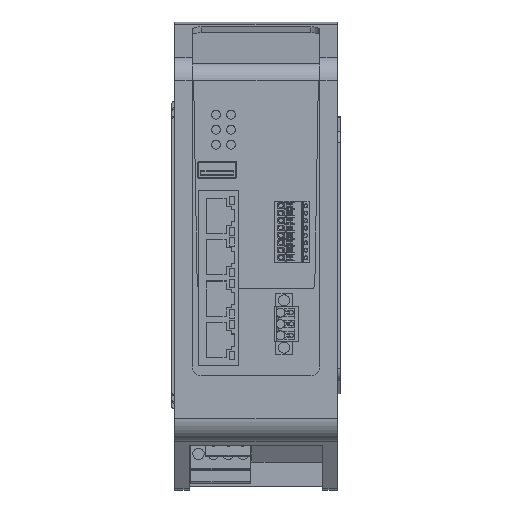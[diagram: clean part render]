
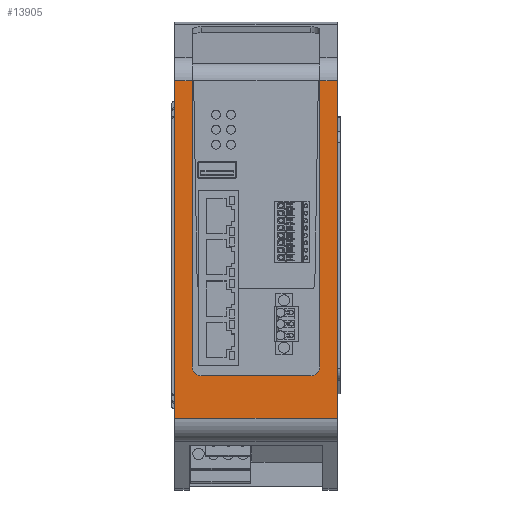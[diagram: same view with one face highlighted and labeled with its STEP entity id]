
A CAD part, top view. The second image highlights one B-rep face of the part: STEP entity #13905.
In plain terms, the highlighted planar face has unit normal (0, 0, 1).
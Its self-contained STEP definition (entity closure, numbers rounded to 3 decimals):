
#5452=AXIS2_PLACEMENT_3D('Circle Axis2P3D',#5450,#5451,$) ;
#5502=AXIS2_PLACEMENT_3D('Circle Axis2P3D',#5500,#5501,$) ;
#13858=AXIS2_PLACEMENT_3D('Plane Axis2P3D',#13855,#13856,#13857) ;
#5386=CARTESIAN_POINT('Line Origine',(50.,89.74,122.982)) ;
#5390=CARTESIAN_POINT('Vertex',(50.,41.451,122.982)) ;
#5392=CARTESIAN_POINT('Vertex',(50.,138.028,122.982)) ;
#5447=CARTESIAN_POINT('Vertex',(47.,38.451,122.982)) ;
#5450=CARTESIAN_POINT('Axis2P3D Location',(47.,41.451,122.982)) ;
#5472=CARTESIAN_POINT('Vertex',(10.,38.451,122.982)) ;
#5475=CARTESIAN_POINT('Line Origine',(28.5,38.451,122.982)) ;
#5497=CARTESIAN_POINT('Vertex',(7.,41.451,122.982)) ;
#5500=CARTESIAN_POINT('Axis2P3D Location',(10.,41.451,122.982)) ;
#5543=CARTESIAN_POINT('Vertex',(7.,138.028,122.982)) ;
#5546=CARTESIAN_POINT('Line Origine',(7.,89.74,122.982)) ;
#13855=CARTESIAN_POINT('Axis2P3D Location',(28.5,138.028,122.982)) ;
#13860=CARTESIAN_POINT('Line Origine',(4.,138.028,122.982)) ;
#13864=CARTESIAN_POINT('Vertex',(1.,138.028,122.982)) ;
#13867=CARTESIAN_POINT('Line Origine',(1.,81.051,122.982)) ;
#13871=CARTESIAN_POINT('Vertex',(1.,24.074,122.982)) ;
#13874=CARTESIAN_POINT('Line Origine',(28.5,24.074,122.982)) ;
#13878=CARTESIAN_POINT('Vertex',(56.,24.074,122.982)) ;
#13881=CARTESIAN_POINT('Line Origine',(56.,81.051,122.982)) ;
#13885=CARTESIAN_POINT('Vertex',(56.,138.028,122.982)) ;
#13888=CARTESIAN_POINT('Line Origine',(53.,138.028,122.982)) ;
#5387=DIRECTION('Vector Direction',(0.,1.,0.)) ;
#5451=DIRECTION('Axis2P3D Direction',(-0.,0.,1.)) ;
#5476=DIRECTION('Vector Direction',(1.,0.,0.)) ;
#5501=DIRECTION('Axis2P3D Direction',(0.,0.,1.)) ;
#5547=DIRECTION('Vector Direction',(0.,1.,0.)) ;
#13856=DIRECTION('Axis2P3D Direction',(-0.,0.,1.)) ;
#13857=DIRECTION('Axis2P3D XDirection',(0.,-1.,0.)) ;
#13861=DIRECTION('Vector Direction',(1.,0.,0.)) ;
#13868=DIRECTION('Vector Direction',(0.,-1.,0.)) ;
#13875=DIRECTION('Vector Direction',(1.,0.,0.)) ;
#13882=DIRECTION('Vector Direction',(0.,-1.,0.)) ;
#13889=DIRECTION('Vector Direction',(1.,0.,0.)) ;
#5388=VECTOR('Line Direction',#5387,1.) ;
#5477=VECTOR('Line Direction',#5476,1.) ;
#5548=VECTOR('Line Direction',#5547,1.) ;
#13862=VECTOR('Line Direction',#13861,1.) ;
#13869=VECTOR('Line Direction',#13868,1.) ;
#13876=VECTOR('Line Direction',#13875,1.) ;
#13883=VECTOR('Line Direction',#13882,1.) ;
#13890=VECTOR('Line Direction',#13889,1.) ;
#13894=ORIENTED_EDGE('',*,*,#5504,.T.) ;
#13895=ORIENTED_EDGE('',*,*,#5550,.T.) ;
#13896=ORIENTED_EDGE('',*,*,#13866,.F.) ;
#13897=ORIENTED_EDGE('',*,*,#13873,.T.) ;
#13898=ORIENTED_EDGE('',*,*,#13880,.T.) ;
#13899=ORIENTED_EDGE('',*,*,#13887,.F.) ;
#13900=ORIENTED_EDGE('',*,*,#13892,.F.) ;
#13901=ORIENTED_EDGE('',*,*,#5394,.F.) ;
#13902=ORIENTED_EDGE('',*,*,#5454,.T.) ;
#13903=ORIENTED_EDGE('',*,*,#5479,.F.) ;
#13905=ADVANCED_FACE('Router',(#13904),#13859,.T.) ;
#5453=CIRCLE('generated circle',#5452,3.) ;
#5503=CIRCLE('generated circle',#5502,3.) ;
#5394=EDGE_CURVE('',#5391,#5393,#5389,.T.) ;
#5454=EDGE_CURVE('',#5391,#5448,#5453,.F.) ;
#5479=EDGE_CURVE('',#5473,#5448,#5478,.T.) ;
#5504=EDGE_CURVE('',#5473,#5498,#5503,.F.) ;
#5550=EDGE_CURVE('',#5498,#5544,#5549,.T.) ;
#13866=EDGE_CURVE('',#13865,#5544,#13863,.T.) ;
#13873=EDGE_CURVE('',#13865,#13872,#13870,.T.) ;
#13880=EDGE_CURVE('',#13872,#13879,#13877,.T.) ;
#13887=EDGE_CURVE('',#13886,#13879,#13884,.T.) ;
#13892=EDGE_CURVE('',#5393,#13886,#13891,.T.) ;
#13893=EDGE_LOOP('',(#13894,#13895,#13896,#13897,#13898,#13899,#13900,#13901,#13902,#13903)) ;
#13904=FACE_OUTER_BOUND('',#13893,.T.) ;
#5389=LINE('Line',#5386,#5388) ;
#5478=LINE('Line',#5475,#5477) ;
#5549=LINE('Line',#5546,#5548) ;
#13863=LINE('Line',#13860,#13862) ;
#13870=LINE('Line',#13867,#13869) ;
#13877=LINE('Line',#13874,#13876) ;
#13884=LINE('Line',#13881,#13883) ;
#13891=LINE('Line',#13888,#13890) ;
#13859=PLANE('',#13858) ;
#5391=VERTEX_POINT('',#5390) ;
#5393=VERTEX_POINT('',#5392) ;
#5448=VERTEX_POINT('',#5447) ;
#5473=VERTEX_POINT('',#5472) ;
#5498=VERTEX_POINT('',#5497) ;
#5544=VERTEX_POINT('',#5543) ;
#13865=VERTEX_POINT('',#13864) ;
#13872=VERTEX_POINT('',#13871) ;
#13879=VERTEX_POINT('',#13878) ;
#13886=VERTEX_POINT('',#13885) ;
